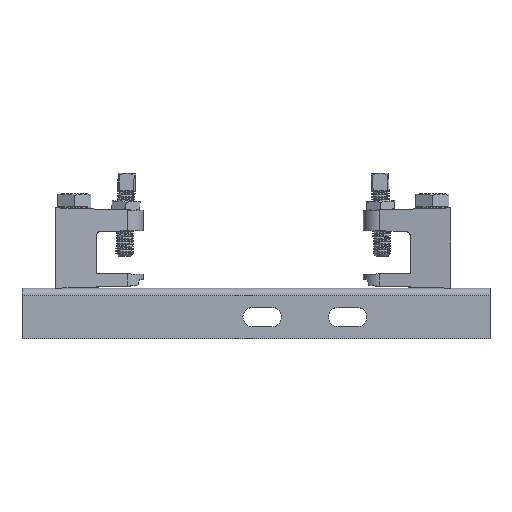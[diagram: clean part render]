
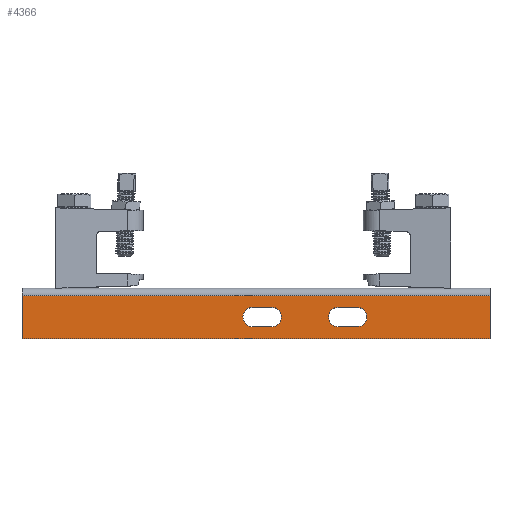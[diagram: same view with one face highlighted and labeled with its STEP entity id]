
A CAD part, top view. The second image highlights one B-rep face of the part: STEP entity #4366.
In plain terms, the highlighted planar face has unit normal (0, 0, 1).
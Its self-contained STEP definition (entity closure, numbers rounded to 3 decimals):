
#169 = VERTEX_POINT ( 'NONE', #11877 ) ;
#178 = DIRECTION ( 'NONE',  ( 1., 0., 0. ) ) ;
#206 = CIRCLE ( 'NONE', #4816, 5.5 ) ;
#280 = FACE_OUTER_BOUND ( 'NONE', #14618, .T. ) ;
#297 = DIRECTION ( 'NONE',  ( 1., 0., 0. ) ) ;
#547 = CARTESIAN_POINT ( 'NONE',  ( 134., -29., 16. ) ) ;
#694 = CARTESIAN_POINT ( 'NONE',  ( -134., 0., 16. ) ) ;
#947 = CARTESIAN_POINT ( 'NONE',  ( 47., -11., 16. ) ) ;
#1088 = VECTOR ( 'NONE', #8200, 1000. ) ;
#1138 = VERTEX_POINT ( 'NONE', #1468 ) ;
#1155 = CARTESIAN_POINT ( 'NONE',  ( 58., -16.5, 16. ) ) ;
#1192 = ORIENTED_EDGE ( 'NONE', *, *, #12729, .T. ) ;
#1324 = DIRECTION ( 'NONE',  ( 0., 0., 1. ) ) ;
#1468 = CARTESIAN_POINT ( 'NONE',  ( 47., -22., 16. ) ) ;
#1490 = DIRECTION ( 'NONE',  ( 0., 0., 1. ) ) ;
#1671 = LINE ( 'NONE', #547, #11525 ) ;
#1742 = CARTESIAN_POINT ( 'NONE',  ( 47., -11., 16. ) ) ;
#1837 = FACE_BOUND ( 'NONE', #8707, .T. ) ;
#1838 = DIRECTION ( 'NONE',  ( -1., 0., 0. ) ) ;
#1857 = ORIENTED_EDGE ( 'NONE', *, *, #11794, .F. ) ;
#1954 = CIRCLE ( 'NONE', #6605, 5.5 ) ;
#2019 = DIRECTION ( 'NONE',  ( 0., 0., 1. ) ) ;
#2344 = DIRECTION ( 'NONE',  ( 0., 0., 1. ) ) ;
#2570 = CARTESIAN_POINT ( 'NONE',  ( -2., -11., 16. ) ) ;
#2683 = DIRECTION ( 'NONE',  ( -1., 0., 0. ) ) ;
#2708 = ORIENTED_EDGE ( 'NONE', *, *, #7070, .F. ) ;
#3117 = EDGE_CURVE ( 'NONE', #8384, #1138, #4591, .T. ) ;
#3133 = VERTEX_POINT ( 'NONE', #14200 ) ;
#3475 = EDGE_CURVE ( 'NONE', #11208, #12189, #13848, .T. ) ;
#3514 = LINE ( 'NONE', #10849, #10031 ) ;
#3628 = PLANE ( 'NONE',  #5972 ) ;
#4016 = CARTESIAN_POINT ( 'NONE',  ( -2., -16.5, 16. ) ) ;
#4349 = ORIENTED_EDGE ( 'NONE', *, *, #3475, .F. ) ;
#4366 = ADVANCED_FACE ( 'NONE', ( #5184, #1837, #280 ), #3628, .T. ) ;
#4591 = CIRCLE ( 'NONE', #12811, 5.5 ) ;
#4816 = AXIS2_PLACEMENT_3D ( 'NONE', #12138, #2019, #10836 ) ;
#4883 = DIRECTION ( 'NONE',  ( 1., 0., 0. ) ) ;
#4980 = CARTESIAN_POINT ( 'NONE',  ( 134., -4.25, 16. ) ) ;
#5184 = FACE_BOUND ( 'NONE', #15984, .T. ) ;
#5199 = AXIS2_PLACEMENT_3D ( 'NONE', #1155, #6060, #7519 ) ;
#5219 = CARTESIAN_POINT ( 'NONE',  ( 9., -16.5, 16. ) ) ;
#5310 = ORIENTED_EDGE ( 'NONE', *, *, #9273, .F. ) ;
#5608 = CARTESIAN_POINT ( 'NONE',  ( -2., -11., 16. ) ) ;
#5902 = CARTESIAN_POINT ( 'NONE',  ( 58., -22., 16. ) ) ;
#5950 = CARTESIAN_POINT ( 'NONE',  ( 9., -16.5, 16. ) ) ;
#5972 = AXIS2_PLACEMENT_3D ( 'NONE', #15997, #2344, #7283 ) ;
#6029 = ORIENTED_EDGE ( 'NONE', *, *, #8526, .F. ) ;
#6057 = ORIENTED_EDGE ( 'NONE', *, *, #15460, .F. ) ;
#6060 = DIRECTION ( 'NONE',  ( 0., 0., 1. ) ) ;
#6605 = AXIS2_PLACEMENT_3D ( 'NONE', #4016, #1324, #178 ) ;
#6966 = EDGE_CURVE ( 'NONE', #12189, #12679, #1954, .T. ) ;
#7070 = EDGE_CURVE ( 'NONE', #8286, #16103, #8650, .T. ) ;
#7283 = DIRECTION ( 'NONE',  ( 0., -1., 0. ) ) ;
#7465 = CARTESIAN_POINT ( 'NONE',  ( 47., -22., 16. ) ) ;
#7497 = CARTESIAN_POINT ( 'NONE',  ( 58., -11., 16. ) ) ;
#7519 = DIRECTION ( 'NONE',  ( 1., 0., 0. ) ) ;
#7523 = VECTOR ( 'NONE', #11287, 1000. ) ;
#7546 = EDGE_CURVE ( 'NONE', #12679, #3133, #3514, .T. ) ;
#7935 = VERTEX_POINT ( 'NONE', #11042 ) ;
#8200 = DIRECTION ( 'NONE',  ( -1., 0., 0. ) ) ;
#8237 = CIRCLE ( 'NONE', #14071, 5.5 ) ;
#8286 = VERTEX_POINT ( 'NONE', #5902 ) ;
#8384 = VERTEX_POINT ( 'NONE', #947 ) ;
#8526 = EDGE_CURVE ( 'NONE', #3133, #11904, #8237, .T. ) ;
#8650 = CIRCLE ( 'NONE', #5199, 5.5 ) ;
#8707 = EDGE_LOOP ( 'NONE', ( #6029, #15735, #13207, #4349, #9301 ) ) ;
#8972 = CARTESIAN_POINT ( 'NONE',  ( -2., -22., 16. ) ) ;
#9042 = CARTESIAN_POINT ( 'NONE',  ( 47., -16.5, 16. ) ) ;
#9273 = EDGE_CURVE ( 'NONE', #15586, #8384, #15669, .T. ) ;
#9301 = ORIENTED_EDGE ( 'NONE', *, *, #14978, .F. ) ;
#9506 = DIRECTION ( 'NONE',  ( 0., 1., 0. ) ) ;
#9628 = CARTESIAN_POINT ( 'NONE',  ( 9., -11., 16. ) ) ;
#9902 = LINE ( 'NONE', #14371, #10696 ) ;
#10031 = VECTOR ( 'NONE', #13287, 1000. ) ;
#10411 = AXIS2_PLACEMENT_3D ( 'NONE', #5950, #11191, #4883 ) ;
#10696 = VECTOR ( 'NONE', #14478, 1000. ) ;
#10836 = DIRECTION ( 'NONE',  ( 1., 0., 0. ) ) ;
#10849 = CARTESIAN_POINT ( 'NONE',  ( -2., -22., 16. ) ) ;
#11042 = CARTESIAN_POINT ( 'NONE',  ( -134., -29., 16. ) ) ;
#11146 = DIRECTION ( 'NONE',  ( 1., 0., 0. ) ) ;
#11191 = DIRECTION ( 'NONE',  ( 0., 0., 1. ) ) ;
#11208 = VERTEX_POINT ( 'NONE', #9628 ) ;
#11230 = LINE ( 'NONE', #7465, #11801 ) ;
#11287 = DIRECTION ( 'NONE',  ( -1., 0., 0. ) ) ;
#11419 = ORIENTED_EDGE ( 'NONE', *, *, #11610, .F. ) ;
#11525 = VECTOR ( 'NONE', #1838, 1000. ) ;
#11610 = EDGE_CURVE ( 'NONE', #169, #7935, #1671, .T. ) ;
#11624 = DIRECTION ( 'NONE',  ( 1., 0., 0. ) ) ;
#11779 = DIRECTION ( 'NONE',  ( 0., 0., 1. ) ) ;
#11794 = EDGE_CURVE ( 'NONE', #7935, #12083, #12676, .T. ) ;
#11801 = VECTOR ( 'NONE', #11146, 1000. ) ;
#11836 = ORIENTED_EDGE ( 'NONE', *, *, #3117, .F. ) ;
#11877 = CARTESIAN_POINT ( 'NONE',  ( 134., -29., 16. ) ) ;
#11904 = VERTEX_POINT ( 'NONE', #13713 ) ;
#12083 = VERTEX_POINT ( 'NONE', #12506 ) ;
#12138 = CARTESIAN_POINT ( 'NONE',  ( 58., -16.5, 16. ) ) ;
#12189 = VERTEX_POINT ( 'NONE', #5608 ) ;
#12198 = LINE ( 'NONE', #4980, #7523 ) ;
#12406 = CIRCLE ( 'NONE', #10411, 5.5 ) ;
#12506 = CARTESIAN_POINT ( 'NONE',  ( -134., -4.25, 16. ) ) ;
#12676 = LINE ( 'NONE', #694, #14253 ) ;
#12679 = VERTEX_POINT ( 'NONE', #8972 ) ;
#12729 = EDGE_CURVE ( 'NONE', #169, #13865, #9902, .T. ) ;
#12777 = ORIENTED_EDGE ( 'NONE', *, *, #15566, .T. ) ;
#12811 = AXIS2_PLACEMENT_3D ( 'NONE', #9042, #11779, #11624 ) ;
#13060 = VECTOR ( 'NONE', #2683, 1000. ) ;
#13207 = ORIENTED_EDGE ( 'NONE', *, *, #6966, .F. ) ;
#13287 = DIRECTION ( 'NONE',  ( 1., 0., 0. ) ) ;
#13445 = CARTESIAN_POINT ( 'NONE',  ( 134., -4.25, 16. ) ) ;
#13713 = CARTESIAN_POINT ( 'NONE',  ( 14.5, -16.5, 16. ) ) ;
#13848 = LINE ( 'NONE', #2570, #13060 ) ;
#13865 = VERTEX_POINT ( 'NONE', #13445 ) ;
#14071 = AXIS2_PLACEMENT_3D ( 'NONE', #5219, #1490, #297 ) ;
#14200 = CARTESIAN_POINT ( 'NONE',  ( 9., -22., 16. ) ) ;
#14253 = VECTOR ( 'NONE', #9506, 1000. ) ;
#14284 = ORIENTED_EDGE ( 'NONE', *, *, #15981, .F. ) ;
#14371 = CARTESIAN_POINT ( 'NONE',  ( 134., 0., 16. ) ) ;
#14478 = DIRECTION ( 'NONE',  ( 0., 1., 0. ) ) ;
#14618 = EDGE_LOOP ( 'NONE', ( #1857, #11419, #1192, #12777 ) ) ;
#14978 = EDGE_CURVE ( 'NONE', #11904, #11208, #12406, .T. ) ;
#15403 = CARTESIAN_POINT ( 'NONE',  ( 63.5, -16.5, 16. ) ) ;
#15460 = EDGE_CURVE ( 'NONE', #16103, #15586, #206, .T. ) ;
#15566 = EDGE_CURVE ( 'NONE', #13865, #12083, #12198, .T. ) ;
#15586 = VERTEX_POINT ( 'NONE', #7497 ) ;
#15669 = LINE ( 'NONE', #1742, #1088 ) ;
#15735 = ORIENTED_EDGE ( 'NONE', *, *, #7546, .F. ) ;
#15981 = EDGE_CURVE ( 'NONE', #1138, #8286, #11230, .T. ) ;
#15984 = EDGE_LOOP ( 'NONE', ( #2708, #14284, #11836, #5310, #6057 ) ) ;
#15997 = CARTESIAN_POINT ( 'NONE',  ( 134., 0., 16. ) ) ;
#16103 = VERTEX_POINT ( 'NONE', #15403 ) ;
